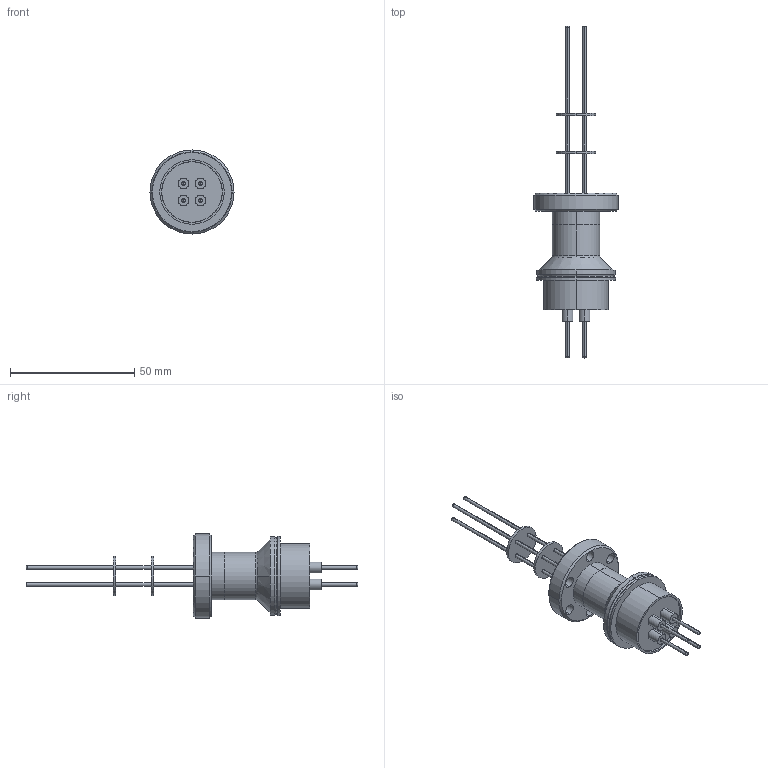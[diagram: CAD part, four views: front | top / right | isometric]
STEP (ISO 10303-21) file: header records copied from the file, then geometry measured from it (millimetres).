
FILE_DESCRIPTION (( 'STEP AP203' ), '1' );
FILE_NAME ('A0423-2-CF.STEP', '2013-04-08T20:19:38', ( '' ), ( '' ), 'SwSTEP 2.0', 'SolidWorks 2012', '' );
FILE_SCHEMA (( 'CONFIG_CONTROL_DESIGN' ));
Length unit declared in the file: inch
Products named in the file (1): A0423-2-CF
Bounding box: 33.78 x 133.35 x 33.78 mm (x, y, z)
Volume: 10215.1 mm3; surface area: 14273.1 mm2
Topology: 1 solids, 5 shells, 209 faces, 465 edges, 300 vertices
Faces by surface type: cylinder 110, plane 44, torus 28, cone 27
Entity records: 6758 total; most frequent: CARTESIAN_POINT 1771, DIRECTION 1133, ORIENTED_EDGE 930, AXIS2_PLACEMENT_3D 498, EDGE_CURVE 465, VERTEX_POINT 300, CIRCLE 288, EDGE_LOOP 275
